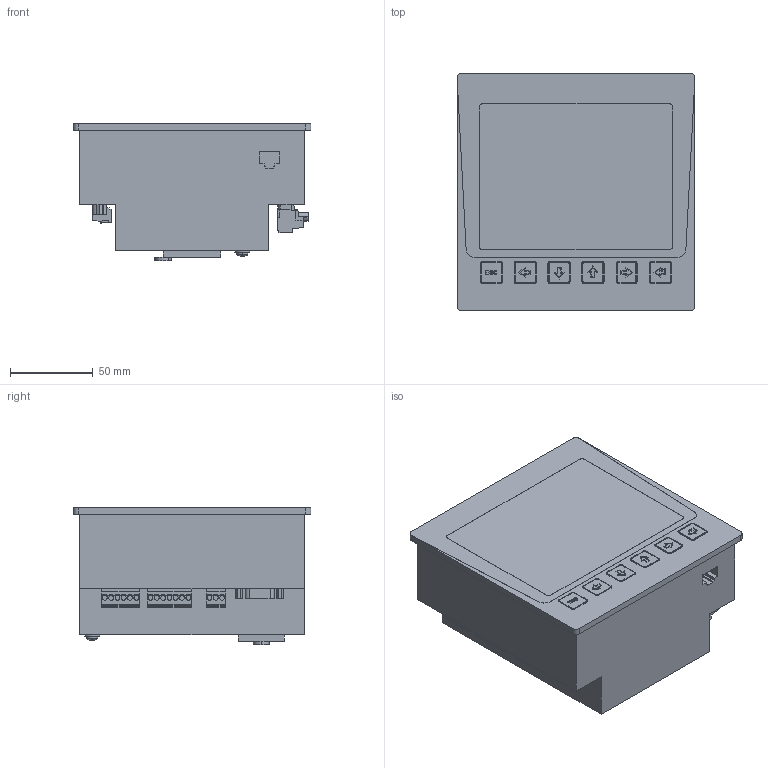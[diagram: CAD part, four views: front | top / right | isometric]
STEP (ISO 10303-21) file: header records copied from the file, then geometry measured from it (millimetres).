
FILE_DESCRIPTION(('CATIA V5 STEP Exchange','CAx-IF Rec.Pracs.--- Model Styling and Organization---1.4--- 2014-01-23'),'2;1');
FILE_NAME ('D1490410_1', '2024-03-06T11:58:53+00:00', ('none'), ('Weidmueller'), 'CATIA Version 5-6 Release 2016 SP3 HF44', 'CATIA V5 STEP AP214', 'none');
FILE_SCHEMA(('AUTOMOTIVE_DESIGN { 1 0 10303 214 1 1 1 1 }'));
Products named in the file (1): S3D_ENERGY_ANALYSER_550_750_XXX
Bounding box: 144 x 144 x 83.15 mm (x, y, z)
Volume: 1292463.9 mm3; surface area: 97192.2 mm2
Topology: 1 solids, 1 shells, 1907 faces, 5582 edges, 3769 vertices
Faces by surface type: plane 1587, cylinder 256, torus 30, extrusion 18, cone 14, sphere 2
Entity records: 62463 total; most frequent: CARTESIAN_POINT 11765, ORIENTED_EDGE 11160, DIRECTION 8337, EDGE_CURVE 5580, VECTOR 4794, LINE 4776, VERTEX_POINT 3769, AXIS2_PLACEMENT_3D 2095
